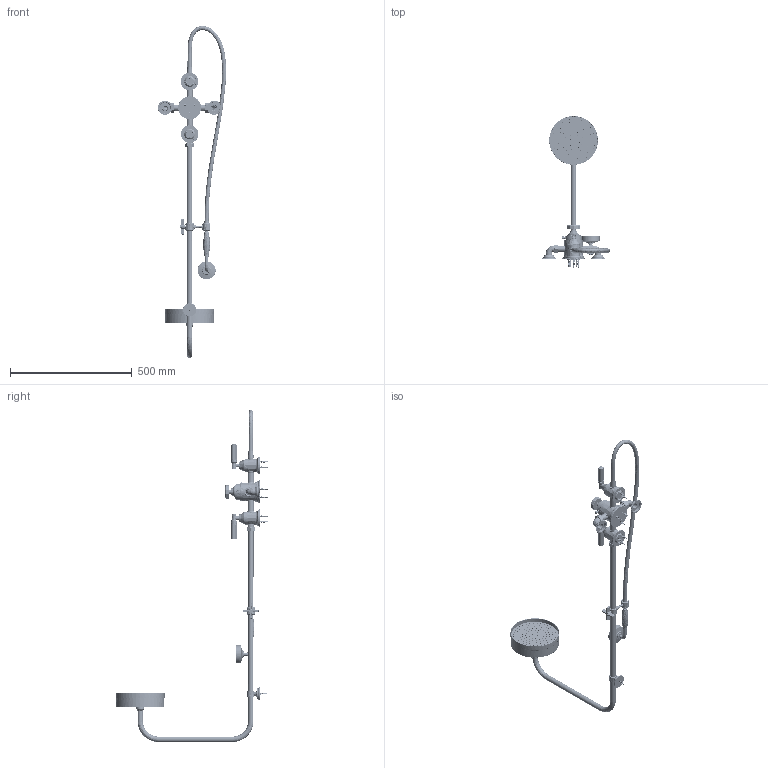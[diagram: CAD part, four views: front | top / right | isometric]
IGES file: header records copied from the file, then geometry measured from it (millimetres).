
Global section: file name: V6KA6DL; native system: Autodesk Inventor 2014; preprocessor: unknown; author: adaniels; date: 20131128.103405; units: millimetre
Bounding box: 280.03 x 625.1 x 1362.8 mm (x, y, z)
Volume: 2825383.2 mm3; surface area: 879222.6 mm2
Topology: 170 solids, 179 shells, 8957 faces, 23878 edges, 15873 vertices
Faces by surface type: bspline 8957
